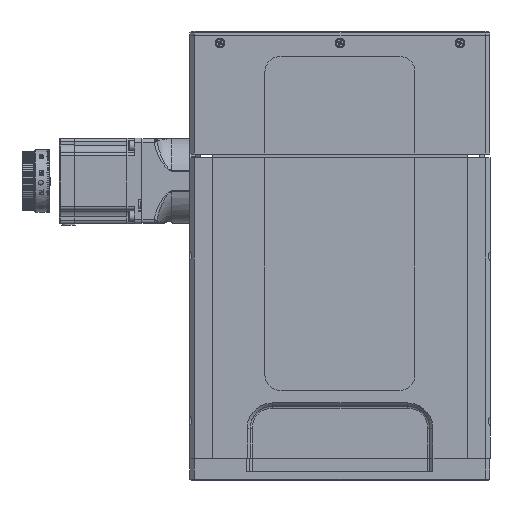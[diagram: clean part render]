
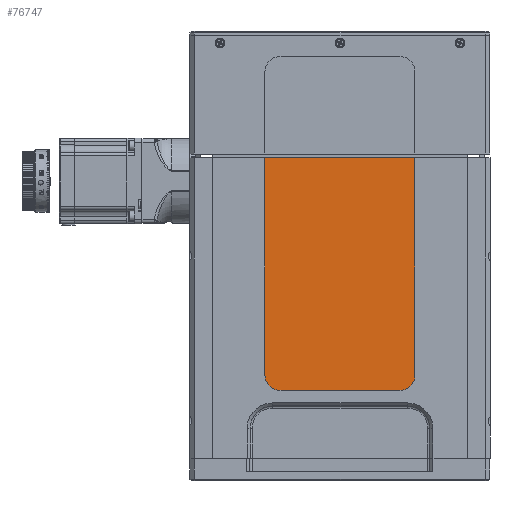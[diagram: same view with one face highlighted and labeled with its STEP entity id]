
A CAD part, left-side view. The second image highlights one B-rep face of the part: STEP entity #76747.
In plain terms, the highlighted planar face has unit normal (-1, 0, 0).
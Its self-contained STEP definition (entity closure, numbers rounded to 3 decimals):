
#430 = VERTEX_POINT ( 'NONE', #68915 ) ;
#2580 = CARTESIAN_POINT ( 'NONE',  ( -129., 0., 149. ) ) ;
#4038 = CARTESIAN_POINT ( 'NONE',  ( -129., 50., 70.5 ) ) ;
#7341 = EDGE_CURVE ( 'NONE', #14468, #62815, #34448, .T. ) ;
#8806 = EDGE_CURVE ( 'NONE', #62815, #87207, #70727, .T. ) ;
#11921 = VERTEX_POINT ( 'NONE', #35006 ) ;
#13350 = CARTESIAN_POINT ( 'NONE',  ( -129., -50., 60.5 ) ) ;
#14468 = VERTEX_POINT ( 'NONE', #4038 ) ;
#14953 = LINE ( 'NONE', #39831, #58398 ) ;
#19844 = LINE ( 'NONE', #65720, #37187 ) ;
#19984 = DIRECTION ( 'NONE',  ( 0., 0., -1. ) ) ;
#21550 = EDGE_CURVE ( 'NONE', #430, #11921, #14953, .T. ) ;
#23352 = CARTESIAN_POINT ( 'NONE',  ( -129., 40., 70.5 ) ) ;
#24301 = CARTESIAN_POINT ( 'NONE',  ( -129., 50., 215.5 ) ) ;
#25133 = DIRECTION ( 'NONE',  ( -1., 0., 0. ) ) ;
#25330 = DIRECTION ( 'NONE',  ( 0., 1., 0. ) ) ;
#25473 = CARTESIAN_POINT ( 'NONE',  ( -129., 40., 60.5 ) ) ;
#28935 = EDGE_CURVE ( 'NONE', #11921, #14468, #78561, .T. ) ;
#30973 = DIRECTION ( 'NONE',  ( 0., 0., -1. ) ) ;
#34448 = CIRCLE ( 'NONE', #47194, 10. ) ;
#34738 = ORIENTED_EDGE ( 'NONE', *, *, #8806, .T. ) ;
#35006 = CARTESIAN_POINT ( 'NONE',  ( -129., 50., 215.5 ) ) ;
#35119 = VECTOR ( 'NONE', #30973, 1000. ) ;
#35732 = ORIENTED_EDGE ( 'NONE', *, *, #21550, .T. ) ;
#36387 = DIRECTION ( 'NONE',  ( 0., 0., -1. ) ) ;
#37187 = VECTOR ( 'NONE', #66016, 1000. ) ;
#39831 = CARTESIAN_POINT ( 'NONE',  ( -129., -50., 215.5 ) ) ;
#45666 = DIRECTION ( 'NONE',  ( 0., 0., -1. ) ) ;
#47194 = AXIS2_PLACEMENT_3D ( 'NONE', #23352, #86118, #36387 ) ;
#47949 = DIRECTION ( 'NONE',  ( -1., 0., 0. ) ) ;
#50250 = ORIENTED_EDGE ( 'NONE', *, *, #76666, .T. ) ;
#56457 = PLANE ( 'NONE',  #85282 ) ;
#58398 = VECTOR ( 'NONE', #25330, 1000. ) ;
#59468 = CIRCLE ( 'NONE', #71422, 10. ) ;
#60575 = CARTESIAN_POINT ( 'NONE',  ( -129., -40., 70.5 ) ) ;
#61886 = DIRECTION ( 'NONE',  ( 0., -1., 0. ) ) ;
#62568 = VERTEX_POINT ( 'NONE', #79185 ) ;
#62815 = VERTEX_POINT ( 'NONE', #25473 ) ;
#63603 = EDGE_LOOP ( 'NONE', ( #34738, #89225, #50250, #35732, #80531, #70537 ) ) ;
#65720 = CARTESIAN_POINT ( 'NONE',  ( -129., -50., 215.5 ) ) ;
#66016 = DIRECTION ( 'NONE',  ( 0., 0., 1. ) ) ;
#68915 = CARTESIAN_POINT ( 'NONE',  ( -129., -50., 215.5 ) ) ;
#70537 = ORIENTED_EDGE ( 'NONE', *, *, #7341, .T. ) ;
#70727 = LINE ( 'NONE', #13350, #78309 ) ;
#71402 = CARTESIAN_POINT ( 'NONE',  ( -129., -40., 60.5 ) ) ;
#71422 = AXIS2_PLACEMENT_3D ( 'NONE', #60575, #25133, #45666 ) ;
#76666 = EDGE_CURVE ( 'NONE', #62568, #430, #19844, .T. ) ;
#76747 = ADVANCED_FACE ( 'NONE', ( #83821 ), #56457, .T. ) ;
#78309 = VECTOR ( 'NONE', #61886, 1000. ) ;
#78561 = LINE ( 'NONE', #24301, #35119 ) ;
#79185 = CARTESIAN_POINT ( 'NONE',  ( -129., -50., 70.5 ) ) ;
#80531 = ORIENTED_EDGE ( 'NONE', *, *, #28935, .T. ) ;
#82461 = EDGE_CURVE ( 'NONE', #87207, #62568, #59468, .T. ) ;
#83821 = FACE_OUTER_BOUND ( 'NONE', #63603, .T. ) ;
#85282 = AXIS2_PLACEMENT_3D ( 'NONE', #2580, #47949, #19984 ) ;
#86118 = DIRECTION ( 'NONE',  ( -1., 0., 0. ) ) ;
#87207 = VERTEX_POINT ( 'NONE', #71402 ) ;
#89225 = ORIENTED_EDGE ( 'NONE', *, *, #82461, .T. ) ;
